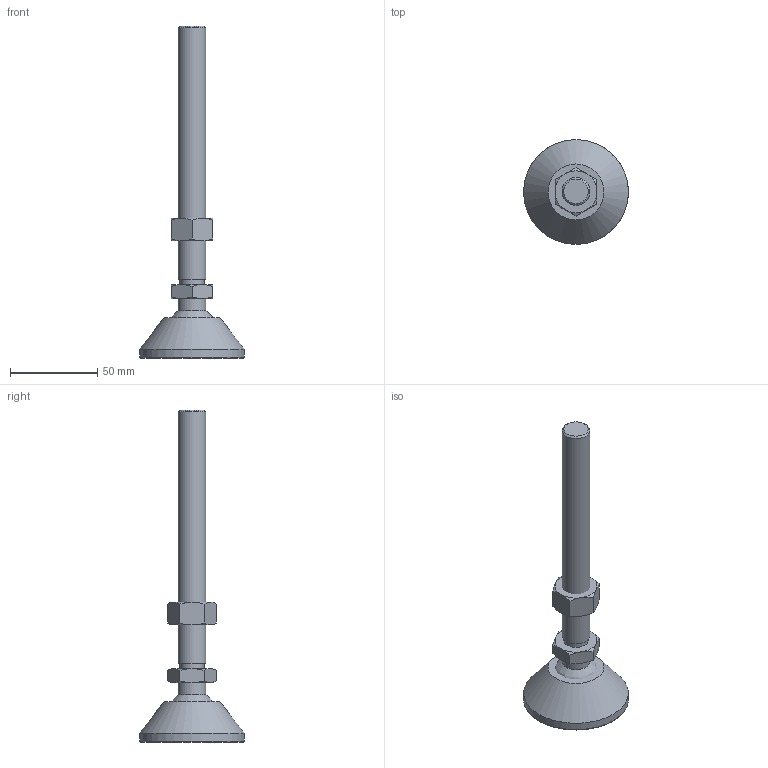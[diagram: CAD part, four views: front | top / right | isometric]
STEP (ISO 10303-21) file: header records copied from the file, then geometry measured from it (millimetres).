
FILE_DESCRIPTION(('STEP AP203'),'2;1');
FILE_NAME('XC30313.stp','2011-02-02T11:09:43',(''),(''),'2009.3.110','THINKDESIGN','');
FILE_SCHEMA(('CONFIG_CONTROL_DESIGN'));
Length unit declared in the file: millimetre
Bounding box: 60 x 60 x 190 mm (x, y, z)
Volume: 96749.7 mm3; surface area: 22580 mm2
Topology: 4 solids, 4 shells, 55 faces, 125 edges, 79 vertices
Faces by surface type: bspline 28, plane 21, cylinder 6
Full cylindrical faces by diameter (mm): 13.7 x1, 13.835 x1, 14 x1, 16 x2, 60 x1
Entity records: 1897 total; most frequent: CARTESIAN_POINT 722, ORIENTED_EDGE 248, DIRECTION 186, EDGE_CURVE 124, AXIS2_PLACEMENT_3D 83, VERTEX_POINT 79, EDGE_LOOP 61, CIRCLE 56
